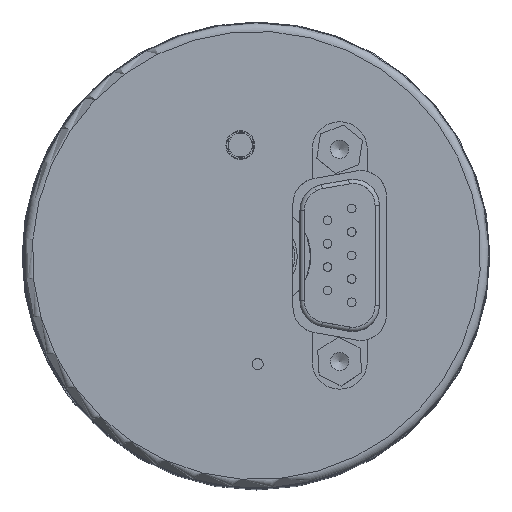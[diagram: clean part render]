
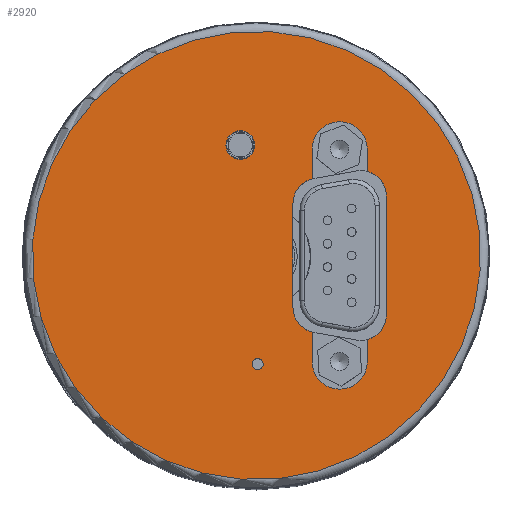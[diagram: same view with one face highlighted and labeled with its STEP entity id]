
A CAD part, top view. The second image highlights one B-rep face of the part: STEP entity #2920.
In plain terms, the highlighted planar face has unit normal (0, 0, 1).
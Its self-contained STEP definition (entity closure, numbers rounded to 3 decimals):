
#36=LINE($,#4583,#180);
#97=LINE($,#4877,#241);
#108=LINE($,#4923,#252);
#111=LINE($,#4927,#255);
#112=LINE($,#4929,#256);
#115=LINE($,#4933,#259);
#180=VECTOR($,#3705,14.);
#241=VECTOR($,#3930,12.237);
#252=VECTOR($,#3979,3.477);
#255=VECTOR($,#3984,2.595);
#256=VECTOR($,#3987,2.595);
#259=VECTOR($,#3992,3.477);
#511=FACE_BOUND($,#930,.T.);
#512=FACE_BOUND($,#931,.T.);
#513=FACE_BOUND($,#932,.T.);
#514=FACE_BOUND($,#933,.T.);
#930=EDGE_LOOP($,(#2221,#2222,#2223,#2224,#2225,#2226,#2227,#2228,#2229,
#2230,#2231,#2232));
#931=EDGE_LOOP($,(#2233));
#932=EDGE_LOOP($,(#2234));
#933=EDGE_LOOP($,(#2235));
#1113=CIRCLE($,#3158,3.);
#1117=CIRCLE($,#3164,3.);
#1146=CIRCLE($,#3241,26.4);
#1148=CIRCLE($,#3246,3.);
#1151=CIRCLE($,#3250,0.65);
#1154=CIRCLE($,#3254,3.);
#1156=CIRCLE($,#3257,3.25);
#1157=CIRCLE($,#3259,3.25);
#1160=CIRCLE($,#3268,1.7);
#1313=VERTEX_POINT($,#4571);
#1314=VERTEX_POINT($,#4573);
#1317=VERTEX_POINT($,#4581);
#1321=VERTEX_POINT($,#4591);
#1384=VERTEX_POINT($,#4868);
#1387=VERTEX_POINT($,#4874);
#1388=VERTEX_POINT($,#4876);
#1391=VERTEX_POINT($,#4887);
#1394=VERTEX_POINT($,#4895);
#1396=VERTEX_POINT($,#4901);
#1398=VERTEX_POINT($,#4906);
#1400=VERTEX_POINT($,#4910);
#1401=VERTEX_POINT($,#4914);
#1403=VERTEX_POINT($,#4917);
#1406=VERTEX_POINT($,#4938);
#1570=EDGE_CURVE($,#1314,#1313,#1113,.T.);
#1575=EDGE_CURVE($,#1313,#1317,#36,.T.);
#1580=EDGE_CURVE($,#1317,#1321,#1117,.T.);
#1673=EDGE_CURVE($,#1384,#1384,#1146,.T.);
#1676=EDGE_CURVE($,#1388,#1387,#97,.T.);
#1682=EDGE_CURVE($,#1391,#1388,#1148,.T.);
#1686=EDGE_CURVE($,#1394,#1394,#1151,.T.);
#1690=EDGE_CURVE($,#1387,#1396,#1154,.T.);
#1694=EDGE_CURVE($,#1398,#1400,#1156,.T.);
#1696=EDGE_CURVE($,#1403,#1401,#1157,.T.);
#1699=EDGE_CURVE($,#1400,#1391,#108,.T.);
#1702=EDGE_CURVE($,#1321,#1398,#111,.T.);
#1703=EDGE_CURVE($,#1401,#1314,#112,.T.);
#1706=EDGE_CURVE($,#1396,#1403,#115,.T.);
#1708=EDGE_CURVE($,#1406,#1406,#1160,.T.);
#2221=ORIENTED_EDGE($,*,*,#1702,.T.);
#2222=ORIENTED_EDGE($,*,*,#1694,.T.);
#2223=ORIENTED_EDGE($,*,*,#1699,.T.);
#2224=ORIENTED_EDGE($,*,*,#1682,.T.);
#2225=ORIENTED_EDGE($,*,*,#1676,.T.);
#2226=ORIENTED_EDGE($,*,*,#1690,.T.);
#2227=ORIENTED_EDGE($,*,*,#1706,.T.);
#2228=ORIENTED_EDGE($,*,*,#1696,.T.);
#2229=ORIENTED_EDGE($,*,*,#1703,.T.);
#2230=ORIENTED_EDGE($,*,*,#1570,.T.);
#2231=ORIENTED_EDGE($,*,*,#1575,.T.);
#2232=ORIENTED_EDGE($,*,*,#1580,.T.);
#2233=ORIENTED_EDGE($,*,*,#1708,.T.);
#2234=ORIENTED_EDGE($,*,*,#1686,.T.);
#2235=ORIENTED_EDGE($,*,*,#1673,.F.);
#2551=PLANE($,#3270);
#2920=ADVANCED_FACE($,(#511,#512,#513,#514),#2551,.T.);
#3158=AXIS2_PLACEMENT_3D($,#4574,#3696,#3697);
#3164=AXIS2_PLACEMENT_3D($,#4593,#3714,#3715);
#3241=AXIS2_PLACEMENT_3D($,#4869,#3924,#3925);
#3246=AXIS2_PLACEMENT_3D($,#4888,#3941,#3942);
#3250=AXIS2_PLACEMENT_3D($,#4896,#3950,#3951);
#3254=AXIS2_PLACEMENT_3D($,#4903,#3959,#3960);
#3257=AXIS2_PLACEMENT_3D($,#4912,#3967,#3968);
#3259=AXIS2_PLACEMENT_3D($,#4918,#3972,#3973);
#3268=AXIS2_PLACEMENT_3D($,#4939,#3999,#4000);
#3270=AXIS2_PLACEMENT_3D($,#4942,#4003,#4004);
#3696=DIRECTION('center_axis',(0.,0.,
-1.));
#3697=DIRECTION('ref_axis',(1.,0.,0.));
#3705=DIRECTION($,(0.,-1.,0.));
#3714=DIRECTION('center_axis',(0.,0.,
-1.));
#3715=DIRECTION('ref_axis',(-0.174,-0.985,0.));
#3924=DIRECTION('center_axis',(0.,0.,
-1.));
#3925=DIRECTION('ref_axis',(0.,-1.,0.));
#3930=DIRECTION($,(0.,1.,0.));
#3941=DIRECTION('center_axis',(0.,0.,
-1.));
#3942=DIRECTION('ref_axis',(-1.,0.,0.));
#3950=DIRECTION('center_axis',(0.,0.,
-1.));
#3951=DIRECTION('ref_axis',(0.,1.,0.));
#3959=DIRECTION('center_axis',(0.,0.,
-1.));
#3960=DIRECTION('ref_axis',(-0.174,0.985,0.));
#3967=DIRECTION('center_axis',(0.,0.,
-1.));
#3968=DIRECTION('ref_axis',(0.,1.,0.));
#3972=DIRECTION('center_axis',(0.,0.,
-1.));
#3973=DIRECTION('ref_axis',(0.,1.,0.));
#3979=DIRECTION($,(0.,1.,0.));
#3984=DIRECTION($,(0.,-1.,0.));
#3987=DIRECTION($,(0.,-1.,0.));
#3992=DIRECTION($,(0.,1.,0.));
#3999=DIRECTION('center_axis',(0.,0.,
-1.));
#4000=DIRECTION('ref_axis',(0.,-1.,0.));
#4003=DIRECTION('center_axis',(0.,0.,
1.));
#4004=DIRECTION('ref_axis',(-1.,0.,0.));
#4571=CARTESIAN_POINT('',(15.3,7.,98.7));
#4573=CARTESIAN_POINT('',(13.05,9.905,98.7));
#4574=CARTESIAN_POINT('Origin',(12.3,7.,98.7));
#4581=CARTESIAN_POINT('',(15.3,-7.,98.7));
#4583=CARTESIAN_POINT($,(15.3,10.35,98.7));
#4591=CARTESIAN_POINT('',(13.05,-9.905,98.7));
#4593=CARTESIAN_POINT('Origin',(12.3,-7.,98.7));
#4868=CARTESIAN_POINT('',(-25.622,6.361,98.7));
#4869=CARTESIAN_POINT('Origin',(0.,0.,
98.7));
#4874=CARTESIAN_POINT('',(4.3,6.118,98.7));
#4876=CARTESIAN_POINT('',(4.3,-6.118,98.7));
#4877=CARTESIAN_POINT($,(4.3,3.791,98.7));
#4887=CARTESIAN_POINT('',(6.55,-9.023,98.7));
#4888=CARTESIAN_POINT('Origin',(7.3,-6.118,98.7));
#4895=CARTESIAN_POINT('',(0.15,-13.45,98.7));
#4896=CARTESIAN_POINT('Origin',(0.15,-12.8,98.7));
#4901=CARTESIAN_POINT('',(6.55,9.023,98.7));
#4903=CARTESIAN_POINT('Origin',(7.3,6.118,98.7));
#4906=CARTESIAN_POINT('',(13.05,-12.5,98.7));
#4910=CARTESIAN_POINT('',(6.55,-12.5,98.7));
#4912=CARTESIAN_POINT('Origin',(9.8,-12.5,98.7));
#4914=CARTESIAN_POINT('',(13.05,12.5,98.7));
#4917=CARTESIAN_POINT('',(6.55,12.5,98.7));
#4918=CARTESIAN_POINT('Origin',(9.8,12.5,98.7));
#4923=CARTESIAN_POINT($,(6.55,0.6,98.7));
#4927=CARTESIAN_POINT($,(13.05,13.1,98.7));
#4929=CARTESIAN_POINT($,(13.05,13.1,98.7));
#4933=CARTESIAN_POINT($,(6.55,0.6,98.7));
#4938=CARTESIAN_POINT('',(-1.895,11.3,98.7));
#4939=CARTESIAN_POINT('Origin',(-1.895,13.,98.7));
#4942=CARTESIAN_POINT('Origin',(0.,13.7,98.7));
